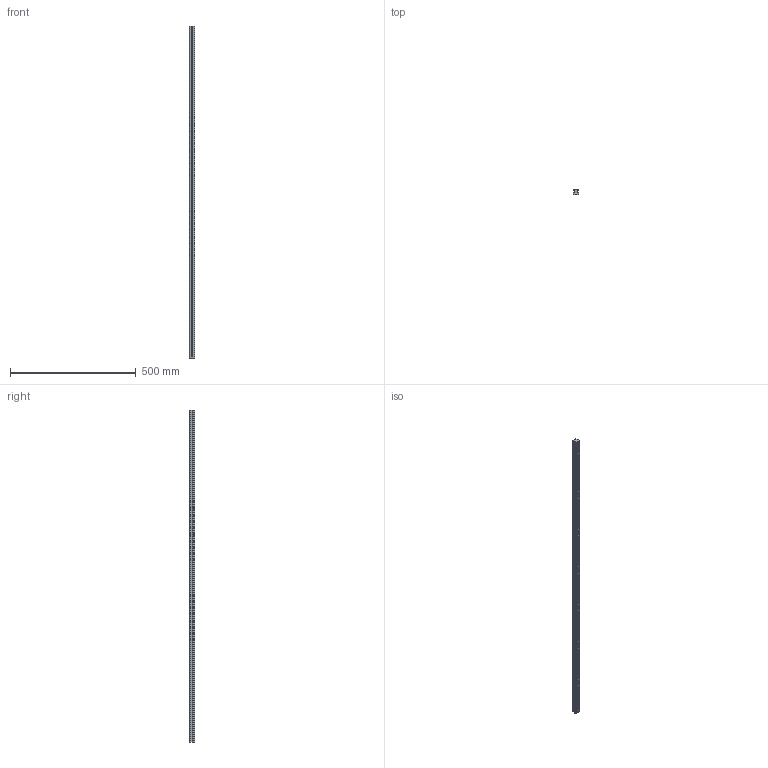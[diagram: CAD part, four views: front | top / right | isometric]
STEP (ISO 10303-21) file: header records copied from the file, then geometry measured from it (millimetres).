
FILE_DESCRIPTION(/* description */ (''),/* implementation_level */ '2;1');
FILE_NAME(/* name */ 'Motedis_AR-HR20-N-1320-Rail.stp',/* time_stamp */ '2022-11-17T12:26:07+01:00',/* author */ ('klaus'),/* organization */ (''),/* preprocessor_version */ 'ST-DEVELOPER v17',/* originating_system */ 'Autodesk Inventor 2019',/* authorisation */ '');
FILE_SCHEMA (('AUTOMOTIVE_DESIGN { 1 0 10303 214 3 1 1 }'));
Length unit declared in the file: millimetre
Products named in the file (1): Motedis_AR-HR20-N-1980-Rail
Bounding box: 20 x 20 x 1320 mm (x, y, z)
Volume: 389001 mm3; surface area: 117726.3 mm2
Topology: 1 solids, 1 shells, 158 faces, 490 edges, 334 vertices
Faces by surface type: plane 110, cylinder 48
Full cylindrical faces by diameter (mm): 6 x22, 9.5 x22
Entity records: 5798 total; most frequent: DIRECTION 1102, CARTESIAN_POINT 983, ORIENTED_EDGE 980, EDGE_CURVE 490, AXIS2_PLACEMENT_3D 453, VERTEX_POINT 334, CIRCLE 206, EDGE_LOOP 202
